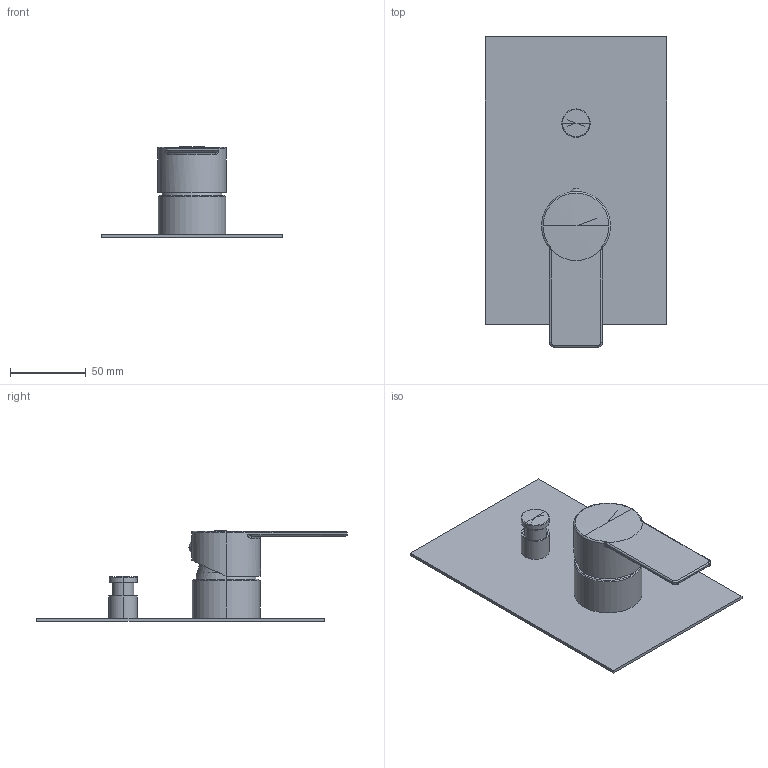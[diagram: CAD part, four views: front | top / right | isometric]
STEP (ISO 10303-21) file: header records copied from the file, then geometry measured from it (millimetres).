
FILE_DESCRIPTION((''),'2;1');
FILE_NAME('TA015CR-M','2021-01-18T10:04:57',('ut3'),('PAFFONI SpA'),'CREO PARAMETRIC BY PTC INC, 2020044','CREO PARAMETRIC BY PTC INC, 2020044','');
FILE_SCHEMA(('CONFIG_CONTROL_DESIGN','SHAPE_APPEARANCE_LAYERS_GROUPS'));
Length unit declared in the file: millimetre
Products named in the file (1): TA015CR-M
Bounding box: 120 x 205 x 59.8 mm (x, y, z)
Volume: 83868.7 mm3; surface area: 75365.7 mm2
Topology: 3 solids, 3 shells, 180 faces, 419 edges, 248 vertices
Faces by surface type: cylinder 63, plane 54, cone 31, bspline 15, torus 15, sphere 2
Entity records: 7485 total; most frequent: CARTESIAN_POINT 2152, DIRECTION 848, ORIENTED_EDGE 822, EDGE_CURVE 411, AXIS2_PLACEMENT_3D 335, VERTEX_POINT 248, EDGE_LOOP 201, FACE_OUTER_BOUND 180
